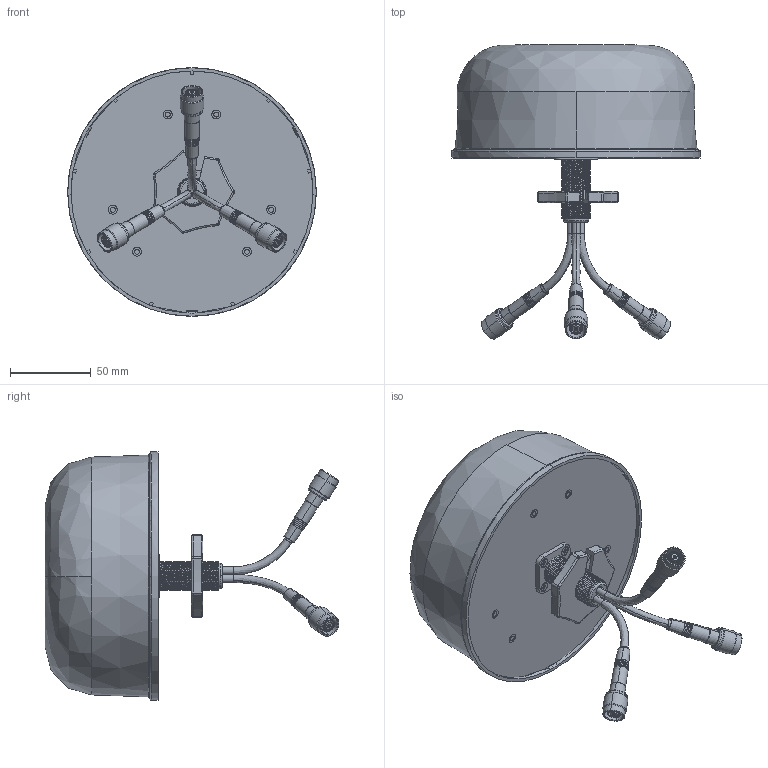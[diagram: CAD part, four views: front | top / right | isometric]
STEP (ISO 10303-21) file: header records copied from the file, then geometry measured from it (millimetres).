
FILE_DESCRIPTION (( 'STEP AP214' ), '1' );
FILE_NAME ('HG2403-SDC.STEP', '2018-03-12T19:13:06', ( '' ), ( '' ), 'SwSTEP 2.0', 'SolidWorks 2017', '' );
FILE_SCHEMA (( 'AUTOMOTIVE_DESIGN' ));
Length unit declared in the file: millimetre
Products named in the file (14): L2200064; 1AB06-031; L2200089; 1AB06-031-MA3; 1AB06-031-MA1; L2200022; RG58_U; L2200088; M3X10_GBT819; B2100016; HG2403-SDC; 1AB06-031-MA2; M3_GBT6170; M3X6_GBT819
Assembly tree (28 placements, depth 3):
  HG2403-SDC
    B2100016
    L2200088
    M3X10_GBT819  x4
    M3_GBT6170  x4
    RG58_U
    L2200022
    L2200064  x3
    L2200089
    M3X6_GBT819  x6
    1AB06-031  x3
      1AB06-031-MA1
      1AB06-031-MA3
      1AB06-031-MA2
Bounding box: 154 x 182.13 x 154 mm (x, y, z)
Volume: 140435.5 mm3; surface area: 157274.7 mm2
Topology: 36 solids, 36 shells, 1313 faces, 3267 edges, 2049 vertices
Faces by surface type: cylinder 460, plane 454, cone 286, bspline 64, torus 49
Entity records: 34204 total; most frequent: CARTESIAN_POINT 16417, ORIENTED_EDGE 3614, DIRECTION 3230, EDGE_CURVE 1807, AXIS2_PLACEMENT_3D 1299, VERTEX_POINT 1185, EDGE_LOOP 728, FACE_OUTER_BOUND 668
